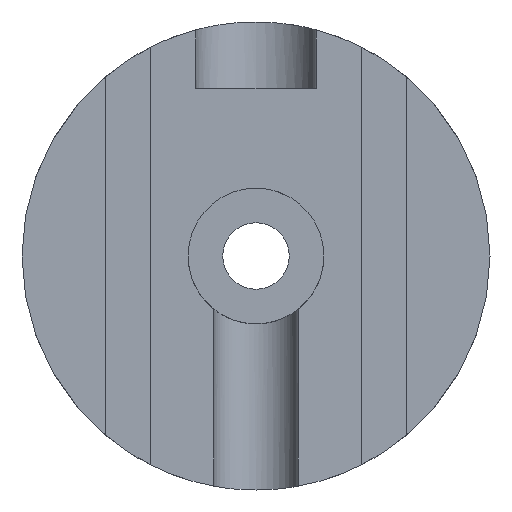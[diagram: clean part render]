
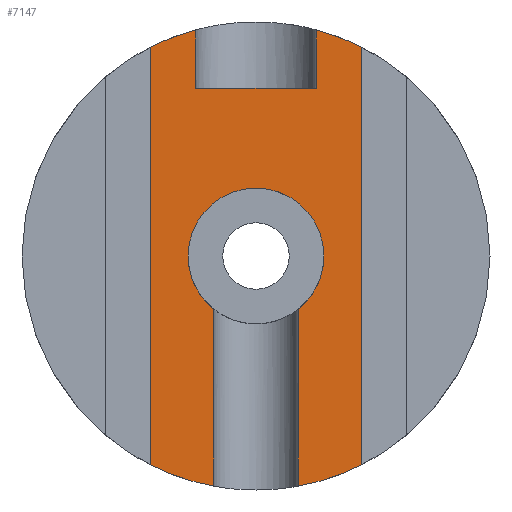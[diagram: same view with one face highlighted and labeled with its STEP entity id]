
A CAD part, front view. The second image highlights one B-rep face of the part: STEP entity #7147.
In plain terms, the highlighted planar face has unit normal (0, -1, 0).
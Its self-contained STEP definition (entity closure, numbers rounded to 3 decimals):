
#216 = DIRECTION ( 'NONE',  ( 0., 0., 1. ) ) ;
#363 = DIRECTION ( 'NONE',  ( -1., 0., 0. ) ) ;
#472 = LINE ( 'NONE', #3508, #5581 ) ;
#616 = AXIS2_PLACEMENT_3D ( 'NONE', #1510, #2172, #6940 ) ;
#628 = CARTESIAN_POINT ( 'NONE',  ( 35., -20., 77.501 ) ) ;
#707 = EDGE_CURVE ( 'NONE', #1267, #6661, #4340, .T. ) ;
#748 = CARTESIAN_POINT ( 'NONE',  ( 20., -20., 77.501 ) ) ;
#755 = DIRECTION ( 'NONE',  ( 0., 1., 0. ) ) ;
#767 = VERTEX_POINT ( 'NONE', #7413 ) ;
#791 = FACE_OUTER_BOUND ( 'NONE', #4883, .T. ) ;
#831 = CARTESIAN_POINT ( 'NONE',  ( 0., -20., 0. ) ) ;
#875 = CARTESIAN_POINT ( 'NONE',  ( -35., -20., 77.501 ) ) ;
#919 = DIRECTION ( 'NONE',  ( 1., 0., 0. ) ) ;
#1212 = CIRCLE ( 'NONE', #6330, 22.5 ) ;
#1244 = VERTEX_POINT ( 'NONE', #5283 ) ;
#1267 = VERTEX_POINT ( 'NONE', #7216 ) ;
#1503 = EDGE_CURVE ( 'NONE', #5362, #767, #7243, .T. ) ;
#1510 = CARTESIAN_POINT ( 'NONE',  ( 0., -20., 0. ) ) ;
#1589 = CARTESIAN_POINT ( 'NONE',  ( 0., -20., 0. ) ) ;
#1633 = ORIENTED_EDGE ( 'NONE', *, *, #6703, .T. ) ;
#1709 = VERTEX_POINT ( 'NONE', #4561 ) ;
#1713 = DIRECTION ( 'NONE',  ( 0., -1., 0. ) ) ;
#1828 = VERTEX_POINT ( 'NONE', #7114 ) ;
#2067 = ORIENTED_EDGE ( 'NONE', *, *, #707, .T. ) ;
#2172 = DIRECTION ( 'NONE',  ( 0., 1., 0. ) ) ;
#2196 = CARTESIAN_POINT ( 'NONE',  ( -22.5, -20., 0. ) ) ;
#2252 = DIRECTION ( 'NONE',  ( 0., -1., 0. ) ) ;
#2260 = DIRECTION ( 'NONE',  ( 1., 0., 0. ) ) ;
#2334 = DIRECTION ( 'NONE',  ( 0., 0., 1. ) ) ;
#2335 = VECTOR ( 'NONE', #4413, 1000. ) ;
#2355 = ORIENTED_EDGE ( 'NONE', *, *, #4025, .T. ) ;
#2503 = EDGE_CURVE ( 'NONE', #767, #5956, #1212, .T. ) ;
#2554 = ORIENTED_EDGE ( 'NONE', *, *, #5708, .T. ) ;
#2646 = EDGE_CURVE ( 'NONE', #6661, #1709, #472, .T. ) ;
#2696 = DIRECTION ( 'NONE',  ( -1., 0., 0. ) ) ;
#2876 = VERTEX_POINT ( 'NONE', #5962 ) ;
#3006 = DIRECTION ( 'NONE',  ( 0., 0., 1. ) ) ;
#3089 = AXIS2_PLACEMENT_3D ( 'NONE', #5146, #7011, #919 ) ;
#3095 = CIRCLE ( 'NONE', #3973, 77.5 ) ;
#3222 = AXIS2_PLACEMENT_3D ( 'NONE', #4989, #755, #2696 ) ;
#3280 = VERTEX_POINT ( 'NONE', #4661 ) ;
#3296 = CARTESIAN_POINT ( 'NONE',  ( 0., -20., 0. ) ) ;
#3482 = CIRCLE ( 'NONE', #4964, 77.5 ) ;
#3508 = CARTESIAN_POINT ( 'NONE',  ( -20., -20., 77.501 ) ) ;
#3514 = ORIENTED_EDGE ( 'NONE', *, *, #2646, .T. ) ;
#3814 = CARTESIAN_POINT ( 'NONE',  ( 35., -20., 69.147 ) ) ;
#3852 = LINE ( 'NONE', #748, #5457 ) ;
#3962 = VECTOR ( 'NONE', #7715, 1000. ) ;
#3973 = AXIS2_PLACEMENT_3D ( 'NONE', #1589, #2252, #5086 ) ;
#4025 = EDGE_CURVE ( 'NONE', #1244, #1267, #3852, .T. ) ;
#4139 = CARTESIAN_POINT ( 'NONE',  ( -14., -20., -76.225 ) ) ;
#4300 = ORIENTED_EDGE ( 'NONE', *, *, #1503, .F. ) ;
#4323 = VECTOR ( 'NONE', #3006, 1000. ) ;
#4332 = CIRCLE ( 'NONE', #5333, 22.5 ) ;
#4340 = LINE ( 'NONE', #6184, #2335 ) ;
#4343 = ORIENTED_EDGE ( 'NONE', *, *, #4555, .F. ) ;
#4411 = CARTESIAN_POINT ( 'NONE',  ( -14., -20., -77.501 ) ) ;
#4413 = DIRECTION ( 'NONE',  ( -1., 0., 0. ) ) ;
#4521 = ORIENTED_EDGE ( 'NONE', *, *, #7100, .F. ) ;
#4522 = LINE ( 'NONE', #875, #5467 ) ;
#4555 = EDGE_CURVE ( 'NONE', #5956, #5153, #4332, .T. ) ;
#4561 = CARTESIAN_POINT ( 'NONE',  ( -20., -20., 74.875 ) ) ;
#4661 = CARTESIAN_POINT ( 'NONE',  ( -35., -20., 69.147 ) ) ;
#4706 = CARTESIAN_POINT ( 'NONE',  ( 0., -20., 0. ) ) ;
#4829 = CIRCLE ( 'NONE', #7491, 77.5 ) ;
#4883 = EDGE_LOOP ( 'NONE', ( #4300, #6378, #5090, #2554, #2355, #2067, #3514, #6475, #6319, #4521, #1633, #7485, #4343, #5628 ) ) ;
#4949 = PLANE ( 'NONE',  #3222 ) ;
#4964 = AXIS2_PLACEMENT_3D ( 'NONE', #831, #5547, #6730 ) ;
#4989 = CARTESIAN_POINT ( 'NONE',  ( 35., -20., 77.501 ) ) ;
#5035 = LINE ( 'NONE', #4411, #5724 ) ;
#5075 = VERTEX_POINT ( 'NONE', #3814 ) ;
#5076 = EDGE_CURVE ( 'NONE', #3280, #6045, #4522, .T. ) ;
#5084 = CIRCLE ( 'NONE', #616, 77.5 ) ;
#5086 = DIRECTION ( 'NONE',  ( -1., 0., 0. ) ) ;
#5090 = ORIENTED_EDGE ( 'NONE', *, *, #5995, .F. ) ;
#5146 = CARTESIAN_POINT ( 'NONE',  ( 0., -20., 0. ) ) ;
#5153 = VERTEX_POINT ( 'NONE', #2196 ) ;
#5173 = EDGE_CURVE ( 'NONE', #5153, #2876, #6352, .T. ) ;
#5283 = CARTESIAN_POINT ( 'NONE',  ( 20., -20., 74.875 ) ) ;
#5333 = AXIS2_PLACEMENT_3D ( 'NONE', #3296, #7417, #6189 ) ;
#5362 = VERTEX_POINT ( 'NONE', #6610 ) ;
#5457 = VECTOR ( 'NONE', #5622, 1000. ) ;
#5467 = VECTOR ( 'NONE', #7527, 1000. ) ;
#5547 = DIRECTION ( 'NONE',  ( 0., 1., 0. ) ) ;
#5581 = VECTOR ( 'NONE', #2334, 1000. ) ;
#5622 = DIRECTION ( 'NONE',  ( 0., 0., -1. ) ) ;
#5628 = ORIENTED_EDGE ( 'NONE', *, *, #2503, .F. ) ;
#5708 = EDGE_CURVE ( 'NONE', #5075, #1244, #4829, .T. ) ;
#5724 = VECTOR ( 'NONE', #216, 1000. ) ;
#5897 = CARTESIAN_POINT ( 'NONE',  ( 22.5, -20., 0. ) ) ;
#5930 = LINE ( 'NONE', #628, #3962 ) ;
#5956 = VERTEX_POINT ( 'NONE', #5897 ) ;
#5962 = CARTESIAN_POINT ( 'NONE',  ( -14., -20., -17.614 ) ) ;
#5995 = EDGE_CURVE ( 'NONE', #5075, #1828, #5930, .T. ) ;
#6045 = VERTEX_POINT ( 'NONE', #6455 ) ;
#6184 = CARTESIAN_POINT ( 'NONE',  ( 0., -20., 55.5 ) ) ;
#6189 = DIRECTION ( 'NONE',  ( 1., 0., 0. ) ) ;
#6319 = ORIENTED_EDGE ( 'NONE', *, *, #5076, .T. ) ;
#6330 = AXIS2_PLACEMENT_3D ( 'NONE', #4706, #1713, #2260 ) ;
#6352 = CIRCLE ( 'NONE', #3089, 22.5 ) ;
#6378 = ORIENTED_EDGE ( 'NONE', *, *, #7382, .F. ) ;
#6416 = CARTESIAN_POINT ( 'NONE',  ( 0., -20., 0. ) ) ;
#6455 = CARTESIAN_POINT ( 'NONE',  ( -35., -20., -69.147 ) ) ;
#6475 = ORIENTED_EDGE ( 'NONE', *, *, #7296, .T. ) ;
#6610 = CARTESIAN_POINT ( 'NONE',  ( 14., -20., -76.225 ) ) ;
#6661 = VERTEX_POINT ( 'NONE', #7026 ) ;
#6703 = EDGE_CURVE ( 'NONE', #7028, #2876, #5035, .T. ) ;
#6728 = CARTESIAN_POINT ( 'NONE',  ( 14., -20., -77.501 ) ) ;
#6730 = DIRECTION ( 'NONE',  ( 1., 0., 0. ) ) ;
#6940 = DIRECTION ( 'NONE',  ( 1., 0., 0. ) ) ;
#6956 = DIRECTION ( 'NONE',  ( 0., -1., 0. ) ) ;
#7011 = DIRECTION ( 'NONE',  ( 0., -1., 0. ) ) ;
#7026 = CARTESIAN_POINT ( 'NONE',  ( -20., -20., 55.5 ) ) ;
#7028 = VERTEX_POINT ( 'NONE', #4139 ) ;
#7100 = EDGE_CURVE ( 'NONE', #7028, #6045, #3482, .T. ) ;
#7114 = CARTESIAN_POINT ( 'NONE',  ( 35., -20., -69.147 ) ) ;
#7147 = ADVANCED_FACE ( 'NONE', ( #791 ), #4949, .F. ) ;
#7216 = CARTESIAN_POINT ( 'NONE',  ( 20., -20., 55.5 ) ) ;
#7243 = LINE ( 'NONE', #6728, #4323 ) ;
#7296 = EDGE_CURVE ( 'NONE', #1709, #3280, #3095, .T. ) ;
#7382 = EDGE_CURVE ( 'NONE', #1828, #5362, #5084, .T. ) ;
#7413 = CARTESIAN_POINT ( 'NONE',  ( 14., -20., -17.614 ) ) ;
#7417 = DIRECTION ( 'NONE',  ( 0., -1., 0. ) ) ;
#7485 = ORIENTED_EDGE ( 'NONE', *, *, #5173, .F. ) ;
#7491 = AXIS2_PLACEMENT_3D ( 'NONE', #6416, #6956, #363 ) ;
#7527 = DIRECTION ( 'NONE',  ( 0., 0., -1. ) ) ;
#7715 = DIRECTION ( 'NONE',  ( 0., 0., -1. ) ) ;
